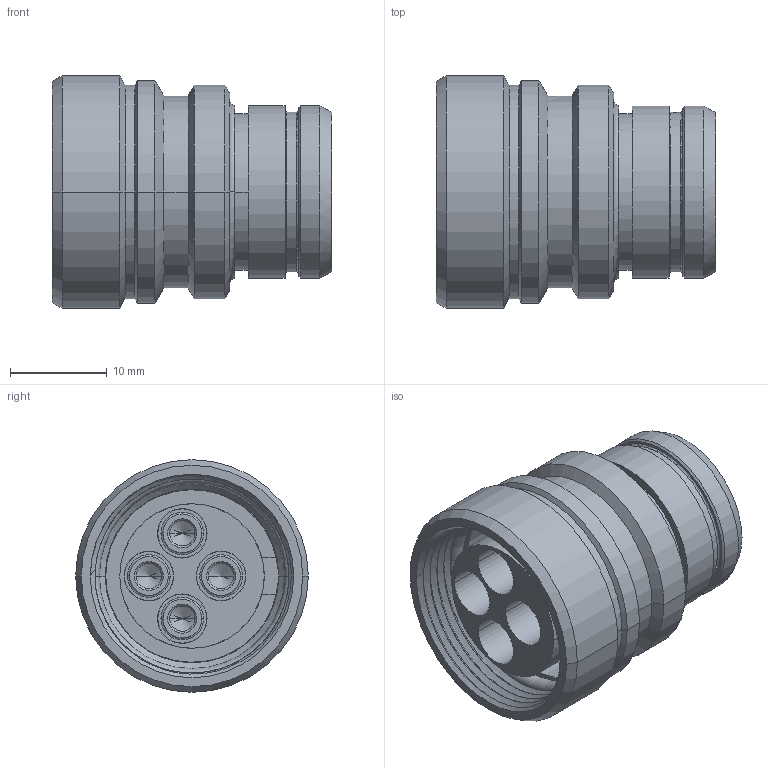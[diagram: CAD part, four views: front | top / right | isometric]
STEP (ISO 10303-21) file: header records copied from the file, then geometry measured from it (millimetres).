
FILE_DESCRIPTION((''),'2;1');
FILE_NAME('1332P204FS','2024-07-26T08:33:22',('paultorloting'),('NET AG system integration'),'CREO PARAMETRIC BY PTC INC, 2021404','CREO PARAMETRIC BY PTC INC, 2021404','');
FILE_SCHEMA(('AUTOMOTIVE_DESIGN { 1 0 10303 214 1 1 1 1 }'));
Length unit declared in the file: millimetre
Products named in the file (1): 1332P204FS
Bounding box: 28.8 x 24 x 24 mm (x, y, z)
Volume: 6627.8 mm3; surface area: 7758.5 mm2
Topology: 1 solids, 1 shells, 437 faces, 1124 edges, 719 vertices
Faces by surface type: plane 236, cylinder 110, cone 50, torus 37, bspline 4
Entity records: 19892 total; most frequent: CARTESIAN_POINT 5891, DIRECTION 2235, ORIENTED_EDGE 2232, EDGE_CURVE 1116, AXIS2_PLACEMENT_3D 778, VERTEX_POINT 719, VECTOR 676, LINE 676
